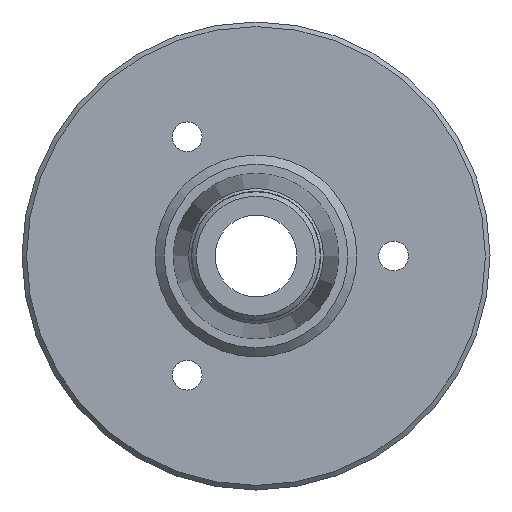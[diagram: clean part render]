
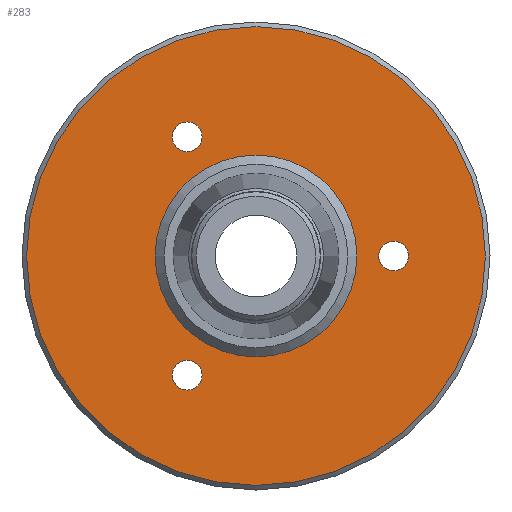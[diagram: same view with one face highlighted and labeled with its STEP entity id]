
A CAD part, left-side view. The second image highlights one B-rep face of the part: STEP entity #283.
In plain terms, the highlighted planar face has unit normal (-1, 0, 0).
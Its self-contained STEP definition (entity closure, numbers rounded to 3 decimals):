
#22=PLANE('',#314);
#31=FACE_BOUND('',#88,.T.);
#32=FACE_BOUND('',#89,.T.);
#33=FACE_BOUND('',#90,.T.);
#34=FACE_BOUND('',#91,.T.);
#66=FACE_OUTER_BOUND('',#87,.T.);
#87=EDGE_LOOP('',(#222));
#88=EDGE_LOOP('',(#223));
#89=EDGE_LOOP('',(#224));
#90=EDGE_LOOP('',(#225));
#91=EDGE_LOOP('',(#226));
#140=CIRCLE('',#313,10.4);
#141=CIRCLE('',#315,25.);
#142=CIRCLE('',#316,1.621);
#143=CIRCLE('',#317,1.621);
#144=CIRCLE('',#318,1.621);
#167=VERTEX_POINT('',#472);
#168=VERTEX_POINT('',#475);
#169=VERTEX_POINT('',#477);
#170=VERTEX_POINT('',#479);
#171=VERTEX_POINT('',#481);
#194=EDGE_CURVE('',#167,#167,#140,.T.);
#195=EDGE_CURVE('',#168,#168,#141,.T.);
#196=EDGE_CURVE('',#169,#169,#142,.T.);
#197=EDGE_CURVE('',#170,#170,#143,.T.);
#198=EDGE_CURVE('',#171,#171,#144,.T.);
#222=ORIENTED_EDGE('',*,*,#195,.F.);
#223=ORIENTED_EDGE('',*,*,#196,.T.);
#224=ORIENTED_EDGE('',*,*,#197,.T.);
#225=ORIENTED_EDGE('',*,*,#198,.T.);
#226=ORIENTED_EDGE('',*,*,#194,.F.);
#283=ADVANCED_FACE('',(#66,#31,#32,#33,#34),#22,.T.);
#313=AXIS2_PLACEMENT_3D('',#473,#371,#372);
#314=AXIS2_PLACEMENT_3D('',#474,#373,#374);
#315=AXIS2_PLACEMENT_3D('',#476,#375,#376);
#316=AXIS2_PLACEMENT_3D('',#478,#377,#378);
#317=AXIS2_PLACEMENT_3D('',#480,#379,#380);
#318=AXIS2_PLACEMENT_3D('',#482,#381,#382);
#371=DIRECTION('center_axis',(-1.,0.,0.));
#372=DIRECTION('ref_axis',(0.,-1.,0.));
#373=DIRECTION('center_axis',(-1.,0.,0.));
#374=DIRECTION('ref_axis',(0.,0.,1.));
#375=DIRECTION('center_axis',(1.,0.,0.));
#376=DIRECTION('ref_axis',(0.,-1.,0.));
#377=DIRECTION('center_axis',(1.,0.,0.));
#378=DIRECTION('ref_axis',(0.,-0.866,0.5));
#379=DIRECTION('center_axis',(1.,0.,0.));
#380=DIRECTION('ref_axis',(0.,0.866,0.5));
#381=DIRECTION('center_axis',(1.,0.,0.));
#382=DIRECTION('ref_axis',(0.,0.,-1.));
#472=CARTESIAN_POINT('',(22.5,10.4,0.));
#473=CARTESIAN_POINT('Origin',(22.5,0.,0.));
#474=CARTESIAN_POINT('Origin',(22.5,17.75,0.));
#475=CARTESIAN_POINT('',(22.5,25.,0.));
#476=CARTESIAN_POINT('Origin',(22.5,0.,0.));
#477=CARTESIAN_POINT('',(22.5,8.904,12.18));
#478=CARTESIAN_POINT('Origin',(22.5,7.5,12.99));
#479=CARTESIAN_POINT('',(22.5,6.096,-13.801));
#480=CARTESIAN_POINT('Origin',(22.5,7.5,-12.99));
#481=CARTESIAN_POINT('',(22.5,-15.,1.621));
#482=CARTESIAN_POINT('Origin',(22.5,-15.,0.));
